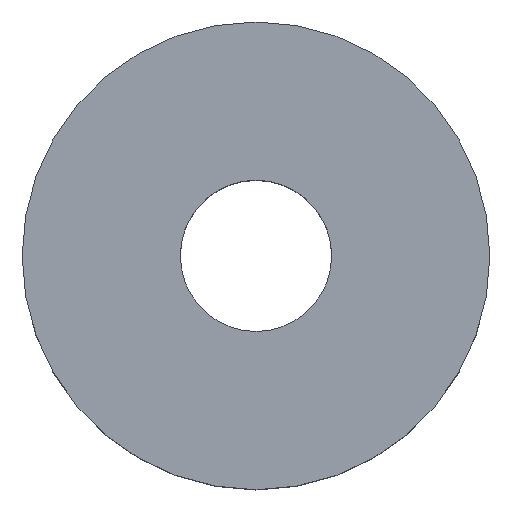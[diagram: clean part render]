
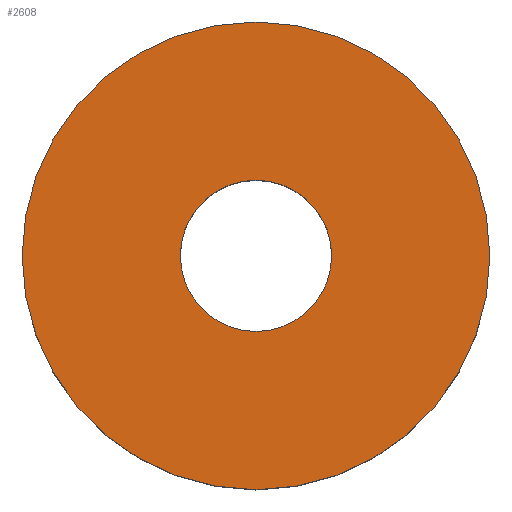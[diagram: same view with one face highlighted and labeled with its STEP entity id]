
A CAD part, top view. The second image highlights one B-rep face of the part: STEP entity #2608.
In plain terms, the highlighted planar face has unit normal (0, 0, 1).
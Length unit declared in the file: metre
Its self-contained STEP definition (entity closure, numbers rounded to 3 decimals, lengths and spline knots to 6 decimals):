
#15=PLANE('',#3029);
#947=ORIENTED_EDGE('',*,*,#1489,.F.);
#948=ORIENTED_EDGE('',*,*,#1488,.T.);
#1488=EDGE_CURVE('',#1760,#1760,#2032,.T.);
#1489=EDGE_CURVE('',#1761,#1761,#2033,.T.);
#1760=VERTEX_POINT('',#4801);
#1761=VERTEX_POINT('',#4804);
#2032=CIRCLE('',#3028,0.018863);
#2033=CIRCLE('',#3030,0.0061);
#2176=EDGE_LOOP('',(#947));
#2177=EDGE_LOOP('',(#948));
#2326=FACE_BOUND('',#2176,.T.);
#2327=FACE_BOUND('',#2177,.T.);
#2608=ADVANCED_FACE('',(#2326,#2327),#15,.T.);
#3028=AXIS2_PLACEMENT_3D('',#4800,#3976,#3977);
#3029=AXIS2_PLACEMENT_3D('',#4802,#3978,#3979);
#3030=AXIS2_PLACEMENT_3D('',#4803,#3980,#3981);
#3976=DIRECTION('',(0.,0.,1.));
#3977=DIRECTION('',(1.,0.,0.));
#3978=DIRECTION('',(0.,0.,1.));
#3979=DIRECTION('',(1.,0.,0.));
#3980=DIRECTION('',(0.,0.,1.));
#3981=DIRECTION('',(1.,0.,0.));
#4800=CARTESIAN_POINT('',(0.,0.,0.0066));
#4801=CARTESIAN_POINT('',(0.018863,0.,0.0066));
#4802=CARTESIAN_POINT('',(0.,0.,0.0066));
#4803=CARTESIAN_POINT('',(0.,0.,0.0066));
#4804=CARTESIAN_POINT('',(0.0061,0.,0.0066));
